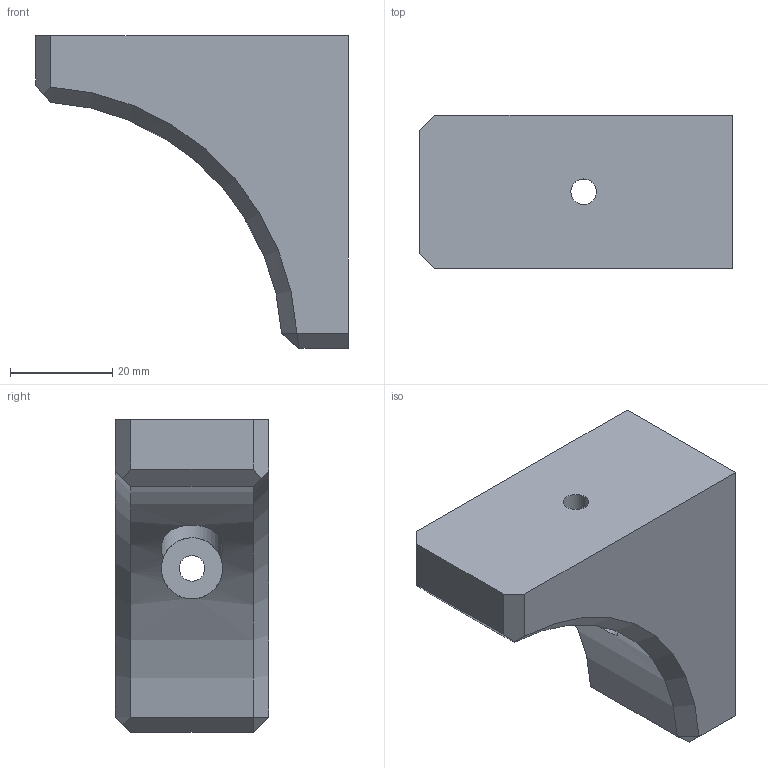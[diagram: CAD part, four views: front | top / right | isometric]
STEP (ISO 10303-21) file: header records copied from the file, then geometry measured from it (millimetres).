
FILE_DESCRIPTION(('STEP AP242'), '1');
FILE_NAME('SilentBlock', '2023-12-24T19:36:27', (''), (''), 'C3D Converter', 'C3D Toolkit', '');
FILE_SCHEMA(('AP242_MANAGED_MODEL_BASED_3D_ENGINEERING_MIM_LF { 1 0 10303 442 1 1 4 }'));
Length unit declared in the file: millimetre
Bounding box: 61.31 x 30 x 61.31 mm (x, y, z)
Volume: 52026.8 mm3; surface area: 11598.3 mm2
Topology: 1 solids, 1 shells, 22 faces, 54 edges, 35 vertices
Faces by surface type: plane 15, cylinder 5, cone 2
Full cylindrical faces by diameter (mm): 5 x2, 12 x2
Entity records: 1126 total; most frequent: CARTESIAN_POINT 412, ORIENTED_EDGE 100, DIRECTION 94, EDGE_CURVE 50, VERTEX_POINT 35, AXIS2_PLACEMENT_3D 33, EDGE_LOOP 31, LINE 28
